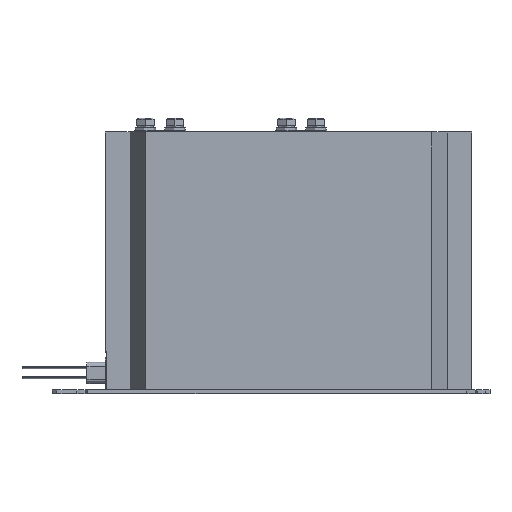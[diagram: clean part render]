
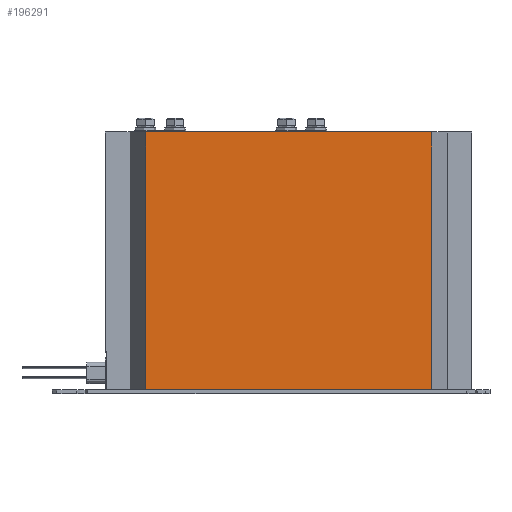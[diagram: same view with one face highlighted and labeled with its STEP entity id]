
A CAD part, top view. The second image highlights one B-rep face of the part: STEP entity #196291.
In plain terms, the highlighted face is planar.
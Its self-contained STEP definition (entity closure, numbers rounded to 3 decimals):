
#3627 = CARTESIAN_POINT ( 'NONE',  ( -154.257, -89., 0. ) ) ;
#3748 = FACE_OUTER_BOUND ( 'NONE', #100894, .T. ) ;
#9640 = CARTESIAN_POINT ( 'NONE',  ( 154.257, -89., 278. ) ) ;
#14223 = LINE ( 'NONE', #33118, #92402 ) ;
#17499 = AXIS2_PLACEMENT_3D ( 'NONE', #155318, #171019, #77277 ) ;
#32675 = VECTOR ( 'NONE', #176781, 1000. ) ;
#33118 = CARTESIAN_POINT ( 'NONE',  ( 154.257, -89., 278. ) ) ;
#34697 = EDGE_CURVE ( 'NONE', #98221, #167238, #116525, .T. ) ;
#36624 = CARTESIAN_POINT ( 'NONE',  ( -154.257, -89., 0. ) ) ;
#45915 = PLANE ( 'NONE',  #17499 ) ;
#50001 = EDGE_CURVE ( 'NONE', #167238, #108734, #14223, .T. ) ;
#57995 = DIRECTION ( 'NONE',  ( 1., 0., 0. ) ) ;
#59118 = DIRECTION ( 'NONE',  ( 0., 0., -1. ) ) ;
#66610 = ORIENTED_EDGE ( 'NONE', *, *, #98959, .T. ) ;
#71109 = CARTESIAN_POINT ( 'NONE',  ( 154.257, -89., 0. ) ) ;
#74168 = LINE ( 'NONE', #36624, #32675 ) ;
#74925 = VECTOR ( 'NONE', #57995, 1000. ) ;
#75735 = VECTOR ( 'NONE', #59118, 1000. ) ;
#77277 = DIRECTION ( 'NONE',  ( -1., 0., 0. ) ) ;
#80587 = LINE ( 'NONE', #153541, #75735 ) ;
#92402 = VECTOR ( 'NONE', #142379, 1000. ) ;
#94440 = CARTESIAN_POINT ( 'NONE',  ( -154.257, -89., 278. ) ) ;
#98221 = VERTEX_POINT ( 'NONE', #94440 ) ;
#98959 = EDGE_CURVE ( 'NONE', #98221, #133149, #80587, .T. ) ;
#100894 = EDGE_LOOP ( 'NONE', ( #187925, #134736, #118743, #66610 ) ) ;
#104417 = EDGE_CURVE ( 'NONE', #133149, #108734, #74168, .T. ) ;
#108734 = VERTEX_POINT ( 'NONE', #71109 ) ;
#116525 = LINE ( 'NONE', #135953, #74925 ) ;
#118743 = ORIENTED_EDGE ( 'NONE', *, *, #34697, .F. ) ;
#133149 = VERTEX_POINT ( 'NONE', #3627 ) ;
#134736 = ORIENTED_EDGE ( 'NONE', *, *, #50001, .F. ) ;
#135953 = CARTESIAN_POINT ( 'NONE',  ( -154.257, -89., 278. ) ) ;
#142379 = DIRECTION ( 'NONE',  ( 0., 0., -1. ) ) ;
#153541 = CARTESIAN_POINT ( 'NONE',  ( -154.257, -89., 278. ) ) ;
#155318 = CARTESIAN_POINT ( 'NONE',  ( -154.257, -89., 278. ) ) ;
#167238 = VERTEX_POINT ( 'NONE', #9640 ) ;
#171019 = DIRECTION ( 'NONE',  ( 0., 1., 0. ) ) ;
#176781 = DIRECTION ( 'NONE',  ( 1., 0., 0. ) ) ;
#187925 = ORIENTED_EDGE ( 'NONE', *, *, #104417, .T. ) ;
#196291 = ADVANCED_FACE ( 'NONE', ( #3748 ), #45915, .F. ) ;
